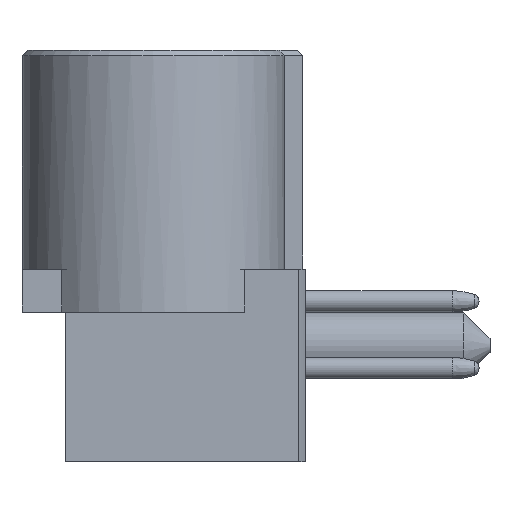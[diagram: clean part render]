
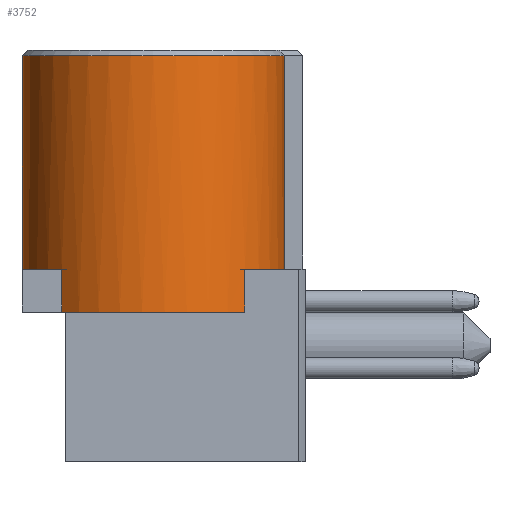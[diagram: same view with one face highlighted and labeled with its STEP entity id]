
A CAD part, left-side view. The second image highlights one B-rep face of the part: STEP entity #3752.
In plain terms, the highlighted cylindrical face has radius 2.45 mm (diameter 4.9 mm), a partial arc.
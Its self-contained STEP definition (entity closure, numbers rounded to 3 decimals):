
#349=DIRECTION('',(0.,0.,1.));
#350=VECTOR('',#349,4.);
#351=CARTESIAN_POINT('',(-8.075,-2.45,-4.1));
#352=LINE('',#351,#350);
#531=CARTESIAN_POINT('',(-8.075,0.,-0.1));
#532=DIRECTION('',(0.,0.,1.));
#533=DIRECTION('',(0.,1.,0.));
#534=AXIS2_PLACEMENT_3D('',#531,#532,#533);
#539=CARTESIAN_POINT('',(-8.075,0.,-4.1));
#540=DIRECTION('',(0.,0.,1.));
#541=DIRECTION('',(-0.714,-0.7,0.));
#542=AXIS2_PLACEMENT_3D('',#539,#540,#541);
#547=DIRECTION('',(0.,0.,1.));
#548=VECTOR('',#547,0.8);
#549=CARTESIAN_POINT('',(-9.825,-1.715,-4.9));
#550=LINE('',#549,#548);
#554=DIRECTION('',(0.,0.,1.));
#555=VECTOR('',#554,0.8);
#556=CARTESIAN_POINT('',(-9.825,1.715,-4.9));
#557=LINE('',#556,#555);
#561=CARTESIAN_POINT('',(-8.075,0.,-4.1));
#562=DIRECTION('',(0.,0.,1.));
#563=DIRECTION('',(0.,1.,0.));
#564=AXIS2_PLACEMENT_3D('',#561,#562,#563);
#569=DIRECTION('',(0.,0.,1.));
#570=VECTOR('',#569,4.);
#571=CARTESIAN_POINT('',(-8.075,2.45,-4.1));
#572=LINE('',#571,#570);
#590=CARTESIAN_POINT('',(-8.075,0.,-4.9));
#591=DIRECTION('',(0.,0.,-1.));
#592=DIRECTION('',(-0.714,-0.7,0.));
#593=AXIS2_PLACEMENT_3D('',#590,#591,#592);
#2990=CARTESIAN_POINT('',(-8.075,2.45,-0.1));
#2991=CARTESIAN_POINT('',(-8.075,-2.45,-0.1));
#2992=VERTEX_POINT('',#2990);
#2993=VERTEX_POINT('',#2991);
#3090=CARTESIAN_POINT('',(-9.825,-1.715,-4.9));
#3091=CARTESIAN_POINT('',(-9.825,1.715,-4.9));
#3092=VERTEX_POINT('',#3090);
#3093=VERTEX_POINT('',#3091);
#3106=CARTESIAN_POINT('',(-9.825,1.715,-4.1));
#3107=VERTEX_POINT('',#3106);
#3108=CARTESIAN_POINT('',(-9.825,-1.715,-4.1));
#3109=VERTEX_POINT('',#3108);
#3110=CARTESIAN_POINT('',(-8.075,2.45,-4.1));
#3111=VERTEX_POINT('',#3110);
#3112=CARTESIAN_POINT('',(-8.075,-2.45,-4.1));
#3113=VERTEX_POINT('',#3112);
#3731=CARTESIAN_POINT('',(-8.075,0.,0.));
#3732=DIRECTION('',(0.,0.,1.));
#3733=DIRECTION('',(1.,0.,0.));
#3734=AXIS2_PLACEMENT_3D('',#3731,#3732,#3733);
#3735=CYLINDRICAL_SURFACE('',#3734,2.45);
#3736=ORIENTED_EDGE('',*,*,#3724,.T.);
#3737=ORIENTED_EDGE('',*,*,#3627,.F.);
#3739=ORIENTED_EDGE('',*,*,#3738,.F.);
#3741=ORIENTED_EDGE('',*,*,#3740,.F.);
#3743=ORIENTED_EDGE('',*,*,#3742,.T.);
#3745=ORIENTED_EDGE('',*,*,#3744,.T.);
#3747=ORIENTED_EDGE('',*,*,#3746,.F.);
#3749=ORIENTED_EDGE('',*,*,#3748,.T.);
#3750=EDGE_LOOP('',(#3736,#3737,#3739,#3741,#3743,#3745,#3747,#3749));
#3751=FACE_OUTER_BOUND('',#3750,.F.);
#3752=ADVANCED_FACE('',(#3751),#3735,.T.);
#535=CIRCLE('',#534,2.45);
#543=CIRCLE('',#542,2.45);
#565=CIRCLE('',#564,2.45);
#594=CIRCLE('',#593,2.45);
#3627=EDGE_CURVE('',#3113,#2993,#352,.T.);
#3724=EDGE_CURVE('',#2992,#2993,#535,.T.);
#3738=EDGE_CURVE('',#3109,#3113,#543,.T.);
#3740=EDGE_CURVE('',#3092,#3109,#550,.T.);
#3742=EDGE_CURVE('',#3092,#3093,#594,.T.);
#3744=EDGE_CURVE('',#3093,#3107,#557,.T.);
#3746=EDGE_CURVE('',#3111,#3107,#565,.T.);
#3748=EDGE_CURVE('',#3111,#2992,#572,.T.);
